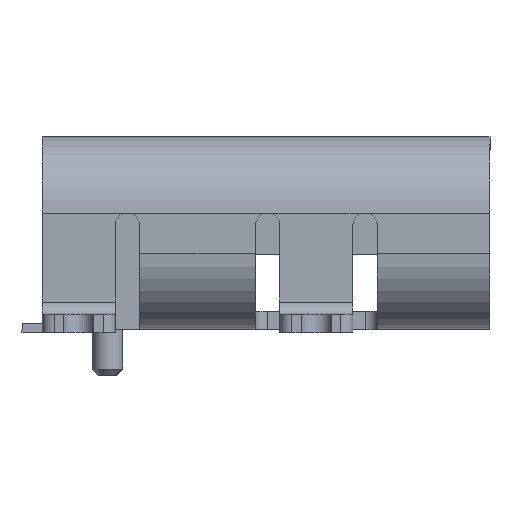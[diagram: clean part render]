
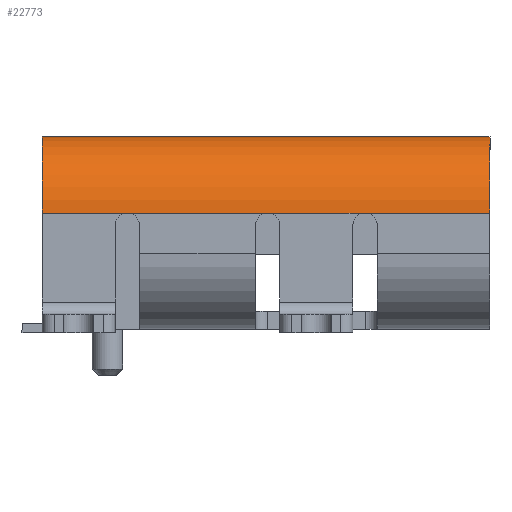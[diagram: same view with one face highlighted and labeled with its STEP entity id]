
A CAD part, left-side view. The second image highlights one B-rep face of the part: STEP entity #22773.
In plain terms, the highlighted cylindrical face has radius 1.25 mm (diameter 2.5 mm), a partial arc.
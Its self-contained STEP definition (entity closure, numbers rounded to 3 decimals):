
#372 = AXIS2_PLACEMENT_3D ( 'NONE', #22942, #18981, #5037 ) ;
#583 = DIRECTION ( 'NONE',  ( 0., -1., 0. ) ) ;
#817 = AXIS2_PLACEMENT_3D ( 'NONE', #12189, #4727, #6550 ) ;
#928 = ORIENTED_EDGE ( 'NONE', *, *, #18954, .F. ) ;
#1234 = CARTESIAN_POINT ( 'NONE',  ( -4.47, 3.3, 0.33 ) ) ;
#2713 = ORIENTED_EDGE ( 'NONE', *, *, #13360, .T. ) ;
#3350 = ORIENTED_EDGE ( 'NONE', *, *, #11358, .T. ) ;
#3433 = LINE ( 'NONE', #1234, #18262 ) ;
#3793 = CARTESIAN_POINT ( 'NONE',  ( -4.47, -4.05, 0.33 ) ) ;
#4022 = CARTESIAN_POINT ( 'NONE',  ( -4.47, 3.3, 0.33 ) ) ;
#4727 = DIRECTION ( 'NONE',  ( 0., -1., 0. ) ) ;
#5037 = DIRECTION ( 'NONE',  ( 0., 0., -1. ) ) ;
#5847 = CARTESIAN_POINT ( 'NONE',  ( -4.47, -0.6, 0.33 ) ) ;
#6070 = VERTEX_POINT ( 'NONE', #24377 ) ;
#6107 = EDGE_CURVE ( 'NONE', #6070, #15659, #13147, .T. ) ;
#6157 = CARTESIAN_POINT ( 'NONE',  ( -3.22, 3.3, 0.33 ) ) ;
#6550 = DIRECTION ( 'NONE',  ( -1., 0., 0. ) ) ;
#6632 = CIRCLE ( 'NONE', #7854, 1.25 ) ;
#6659 = EDGE_CURVE ( 'NONE', #21126, #22405, #6632, .T. ) ;
#6756 = CARTESIAN_POINT ( 'NONE',  ( -4.47, 3.3, 0.33 ) ) ;
#6867 = VECTOR ( 'NONE', #16923, 1000. ) ;
#7239 = CARTESIAN_POINT ( 'NONE',  ( -4.47, -0.4, 0.33 ) ) ;
#7854 = AXIS2_PLACEMENT_3D ( 'NONE', #6157, #14247, #22139 ) ;
#9308 = EDGE_CURVE ( 'NONE', #15262, #23168, #23103, .T. ) ;
#9798 = LINE ( 'NONE', #4022, #16406 ) ;
#9998 = CARTESIAN_POINT ( 'NONE',  ( -3.22, 3.3, 1.58 ) ) ;
#10031 = LINE ( 'NONE', #5847, #10230 ) ;
#10230 = VECTOR ( 'NONE', #13687, 1000. ) ;
#11028 = ORIENTED_EDGE ( 'NONE', *, *, #6659, .F. ) ;
#11358 = EDGE_CURVE ( 'NONE', #21126, #15262, #3433, .T. ) ;
#11577 = ORIENTED_EDGE ( 'NONE', *, *, #23883, .T. ) ;
#12189 = CARTESIAN_POINT ( 'NONE',  ( -3.22, 3.3, 0.33 ) ) ;
#12568 = CYLINDRICAL_SURFACE ( 'NONE', #817, 1.25 ) ;
#13147 = CIRCLE ( 'NONE', #372, 1.25 ) ;
#13360 = EDGE_CURVE ( 'NONE', #23168, #21679, #10031, .T. ) ;
#13687 = DIRECTION ( 'NONE',  ( 0., -1., 0. ) ) ;
#14247 = DIRECTION ( 'NONE',  ( 0., 1., 0. ) ) ;
#15262 = VERTEX_POINT ( 'NONE', #19515 ) ;
#15311 = ORIENTED_EDGE ( 'NONE', *, *, #9308, .T. ) ;
#15659 = VERTEX_POINT ( 'NONE', #3793 ) ;
#15738 = DIRECTION ( 'NONE',  ( 0., -1., 0. ) ) ;
#16406 = VECTOR ( 'NONE', #15738, 1000. ) ;
#16923 = DIRECTION ( 'NONE',  ( 0., -1., 0. ) ) ;
#18130 = ORIENTED_EDGE ( 'NONE', *, *, #6107, .F. ) ;
#18178 = LINE ( 'NONE', #9998, #20122 ) ;
#18262 = VECTOR ( 'NONE', #21021, 1000. ) ;
#18954 = EDGE_CURVE ( 'NONE', #22405, #6070, #18178, .T. ) ;
#18981 = DIRECTION ( 'NONE',  ( 0., -1., 0. ) ) ;
#19499 = CARTESIAN_POINT ( 'NONE',  ( -4.47, -2., 0.33 ) ) ;
#19515 = CARTESIAN_POINT ( 'NONE',  ( -4.47, 1.9, 0.33 ) ) ;
#20122 = VECTOR ( 'NONE', #583, 1000. ) ;
#20680 = CARTESIAN_POINT ( 'NONE',  ( -4.47, 3.3, 0.33 ) ) ;
#21021 = DIRECTION ( 'NONE',  ( 0., -1., 0. ) ) ;
#21126 = VERTEX_POINT ( 'NONE', #6756 ) ;
#21679 = VERTEX_POINT ( 'NONE', #19499 ) ;
#22139 = DIRECTION ( 'NONE',  ( -1., 0., 0. ) ) ;
#22147 = FACE_OUTER_BOUND ( 'NONE', #24279, .T. ) ;
#22405 = VERTEX_POINT ( 'NONE', #24351 ) ;
#22773 = ADVANCED_FACE ( 'NONE', ( #22147 ), #12568, .T. ) ;
#22942 = CARTESIAN_POINT ( 'NONE',  ( -3.22, -4.05, 0.33 ) ) ;
#23103 = LINE ( 'NONE', #20680, #6867 ) ;
#23168 = VERTEX_POINT ( 'NONE', #7239 ) ;
#23883 = EDGE_CURVE ( 'NONE', #21679, #15659, #9798, .T. ) ;
#24279 = EDGE_LOOP ( 'NONE', ( #11577, #18130, #928, #11028, #3350, #15311, #2713 ) ) ;
#24351 = CARTESIAN_POINT ( 'NONE',  ( -3.22, 3.3, 1.58 ) ) ;
#24377 = CARTESIAN_POINT ( 'NONE',  ( -3.22, -4.05, 1.58 ) ) ;
